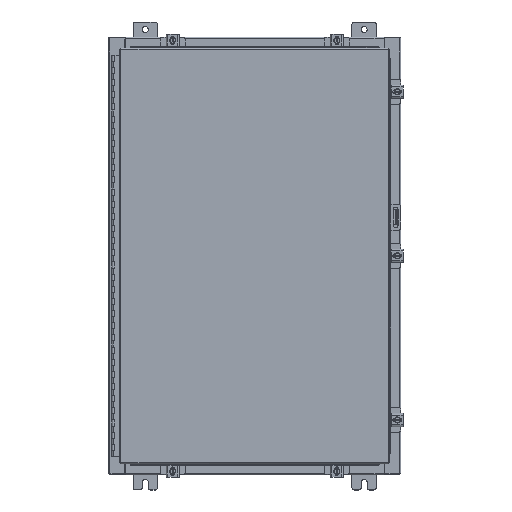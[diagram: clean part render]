
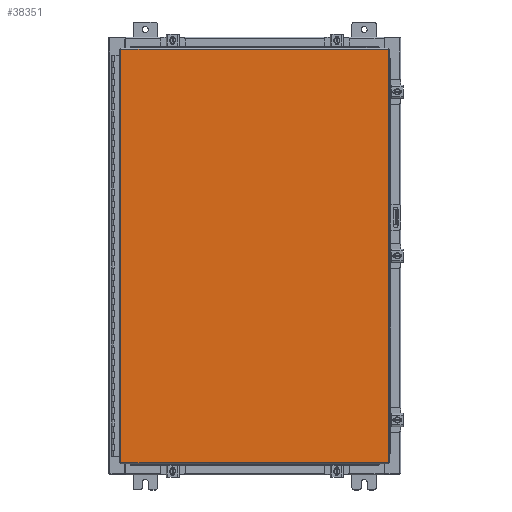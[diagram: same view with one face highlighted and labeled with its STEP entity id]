
A CAD part, top view. The second image highlights one B-rep face of the part: STEP entity #38351.
In plain terms, the highlighted planar face has unit normal (0, 0, 1).
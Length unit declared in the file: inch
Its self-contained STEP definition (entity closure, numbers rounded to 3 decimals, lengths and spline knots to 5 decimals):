
#186 = CARTESIAN_POINT ( 'NONE',  ( 10.9903, -17.0063, 0. ) ) ;
#872 = EDGE_LOOP ( 'NONE', ( #15412, #4786, #13322, #3177 ) ) ;
#1061 = DIRECTION ( 'NONE',  ( -1., 0., 0. ) ) ;
#1470 = EDGE_CURVE ( 'NONE', #35947, #23981, #3819, .T. ) ;
#1621 = LINE ( 'NONE', #186, #17862 ) ;
#3177 = ORIENTED_EDGE ( 'NONE', *, *, #1470, .T. ) ;
#3819 = LINE ( 'NONE', #6864, #4785 ) ;
#4664 = LINE ( 'NONE', #10817, #29794 ) ;
#4785 = VECTOR ( 'NONE', #28812, 39.37008 ) ;
#4786 = ORIENTED_EDGE ( 'NONE', *, *, #37118, .T. ) ;
#6864 = CARTESIAN_POINT ( 'NONE',  ( -10.9903, 17.0063, 0. ) ) ;
#9141 = DIRECTION ( 'NONE',  ( 0., 0., -1. ) ) ;
#9995 = CARTESIAN_POINT ( 'NONE',  ( -10.9903, -17.0063, 0. ) ) ;
#10817 = CARTESIAN_POINT ( 'NONE',  ( 10.9903, 17.0063, 0. ) ) ;
#11868 = CARTESIAN_POINT ( 'NONE',  ( -10.9903, 17.0063, 0. ) ) ;
#12380 = LINE ( 'NONE', #16070, #14225 ) ;
#13322 = ORIENTED_EDGE ( 'NONE', *, *, #34532, .T. ) ;
#13823 = AXIS2_PLACEMENT_3D ( 'NONE', #28728, #9141, #32040 ) ;
#14225 = VECTOR ( 'NONE', #39572, 39.37008 ) ;
#15412 = ORIENTED_EDGE ( 'NONE', *, *, #24037, .T. ) ;
#16070 = CARTESIAN_POINT ( 'NONE',  ( -10.9903, -17.0063, 0. ) ) ;
#17862 = VECTOR ( 'NONE', #32831, 39.37008 ) ;
#18730 = CARTESIAN_POINT ( 'NONE',  ( 10.9903, 17.0063, 0. ) ) ;
#23981 = VERTEX_POINT ( 'NONE', #9995 ) ;
#24037 = EDGE_CURVE ( 'NONE', #23981, #34797, #12380, .T. ) ;
#25261 = CARTESIAN_POINT ( 'NONE',  ( 10.9903, -17.0063, 0. ) ) ;
#28728 = CARTESIAN_POINT ( 'NONE',  ( 0., 0., 0. ) ) ;
#28812 = DIRECTION ( 'NONE',  ( 0., -1., 0. ) ) ;
#29794 = VECTOR ( 'NONE', #1061, 39.37008 ) ;
#30732 = VERTEX_POINT ( 'NONE', #18730 ) ;
#32040 = DIRECTION ( 'NONE',  ( -1., 0., 0. ) ) ;
#32831 = DIRECTION ( 'NONE',  ( 0., 1., 0. ) ) ;
#34532 = EDGE_CURVE ( 'NONE', #30732, #35947, #4664, .T. ) ;
#34797 = VERTEX_POINT ( 'NONE', #25261 ) ;
#35947 = VERTEX_POINT ( 'NONE', #11868 ) ;
#37118 = EDGE_CURVE ( 'NONE', #34797, #30732, #1621, .T. ) ;
#38351 = ADVANCED_FACE ( 'NONE', ( #38663 ), #38584, .F. ) ;
#38584 = PLANE ( 'NONE',  #13823 ) ;
#38663 = FACE_OUTER_BOUND ( 'NONE', #872, .T. ) ;
#39572 = DIRECTION ( 'NONE',  ( 1., 0., 0. ) ) ;
